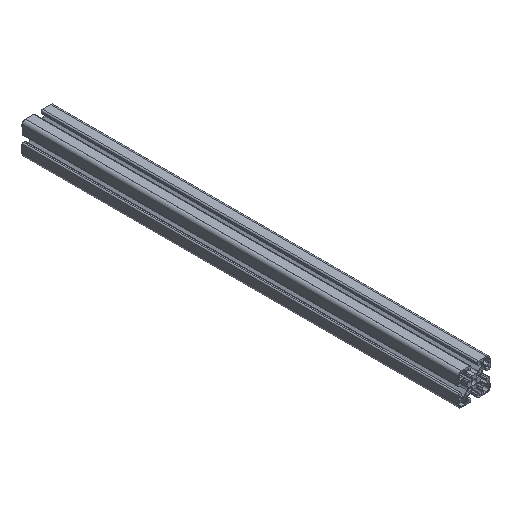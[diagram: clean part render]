
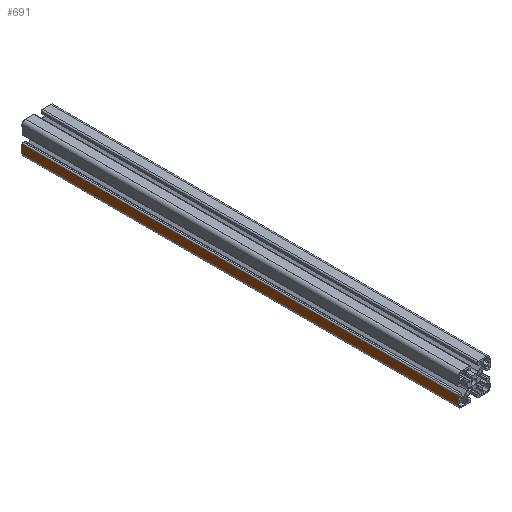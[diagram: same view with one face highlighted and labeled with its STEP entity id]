
A CAD part, isometric view. The second image highlights one B-rep face of the part: STEP entity #691.
In plain terms, the highlighted planar face has unit normal (-1, 0, 0).
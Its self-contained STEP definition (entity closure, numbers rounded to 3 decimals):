
#691=ADVANCED_FACE('',(#1393),#1394,.T.);
#1393=FACE_OUTER_BOUND('',#2103,.T.);
#1394=PLANE('',#2104);
#2103=EDGE_LOOP('',(#4115,#4116,#4117,#4118));
#2104=AXIS2_PLACEMENT_3D('',#4119,#4120,#4121);
#4115=ORIENTED_EDGE('',*,*,#5129,.T.);
#4116=ORIENTED_EDGE('',*,*,#4969,.T.);
#4117=ORIENTED_EDGE('',*,*,#5295,.T.);
#4118=ORIENTED_EDGE('',*,*,#5296,.T.);
#4119=CARTESIAN_POINT('',(-20.0,275.0,0.0));
#4120=DIRECTION('',(-1.0,0.0,0.0));
#4121=DIRECTION('',(0.0,0.0,-1.0));
#4969=EDGE_CURVE('',#6158,#6156,#6159,.T.);
#5129=EDGE_CURVE('',#6426,#6158,#6428,.T.);
#5295=EDGE_CURVE('',#6156,#6650,#6651,.T.);
#5296=EDGE_CURVE('',#6650,#6426,#6652,.T.);
#6156=VERTEX_POINT('',#7758);
#6158=VERTEX_POINT('',#7760);
#6159=LINE('',#7761,#7762);
#6426=VERTEX_POINT('',#8105);
#6428=LINE('',#8107,#8108);
#6650=VERTEX_POINT('',#8411);
#6651=LINE('',#8412,#8413);
#6652=LINE('',#8414,#8415);
#7758=CARTESIAN_POINT('',(-20.0,275.0,-16.0));
#7760=CARTESIAN_POINT('',(-20.0,275.0,-5.5));
#7761=CARTESIAN_POINT('',(-20.0,275.0,16.0));
#7762=VECTOR('',#9218,1.0);
#8105=CARTESIAN_POINT('',(-20.0,-275.0,-5.5));
#8107=CARTESIAN_POINT('',(-20.0,0.0,-5.5));
#8108=VECTOR('',#9469,1.0);
#8411=CARTESIAN_POINT('',(-20.0,-275.0,-16.0));
#8412=CARTESIAN_POINT('',(-20.0,275.0,-16.0));
#8413=VECTOR('',#9638,1.0);
#8414=CARTESIAN_POINT('',(-20.0,-275.0,16.0));
#8415=VECTOR('',#9639,1.0);
#9218=DIRECTION('',(0.0,0.0,-1.0));
#9469=DIRECTION('',(-0.0,1.0,0.0));
#9638=DIRECTION('',(0.0,-1.0,0.0));
#9639=DIRECTION('',(0.0,0.0,1.0));
